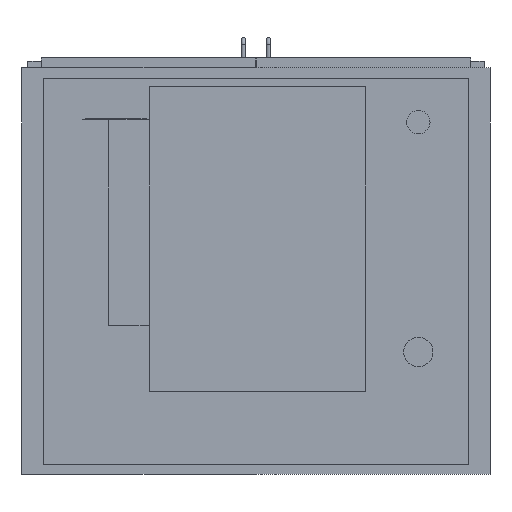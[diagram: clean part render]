
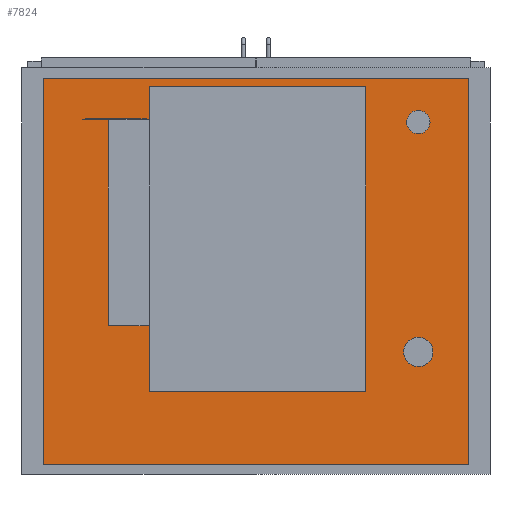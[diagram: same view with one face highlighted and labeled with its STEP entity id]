
A CAD part, front view. The second image highlights one B-rep face of the part: STEP entity #7824.
In plain terms, the highlighted planar face has unit normal (0, -1, 0).
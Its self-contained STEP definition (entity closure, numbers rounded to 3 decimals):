
#85=FACE_BOUND('',#843,.T.);
#86=FACE_BOUND('',#844,.T.);
#106=CIRCLE('',#8363,20.);
#108=CIRCLE('',#8367,25.);
#352=FACE_OUTER_BOUND('',#842,.T.);
#842=EDGE_LOOP('',(#5297,#5298,#5299,#5300));
#843=EDGE_LOOP('',(#5301));
#844=EDGE_LOOP('',(#5302));
#1382=LINE('',#11311,#2374);
#1384=LINE('',#11315,#2376);
#1386=LINE('',#11319,#2378);
#1388=LINE('',#11322,#2380);
#2374=VECTOR('',#9090,10.);
#2376=VECTOR('',#9094,10.);
#2378=VECTOR('',#9098,10.);
#2380=VECTOR('',#9102,10.);
#3324=VERTEX_POINT('',#11237);
#3326=VERTEX_POINT('',#11244);
#3347=VERTEX_POINT('',#11308);
#3348=VERTEX_POINT('',#11310);
#3349=VERTEX_POINT('',#11314);
#3350=VERTEX_POINT('',#11318);
#4073=EDGE_CURVE('',#3324,#3324,#106,.T.);
#4076=EDGE_CURVE('',#3326,#3326,#108,.T.);
#4106=EDGE_CURVE('',#3348,#3347,#1382,.T.);
#4108=EDGE_CURVE('',#3349,#3348,#1384,.T.);
#4110=EDGE_CURVE('',#3350,#3349,#1386,.T.);
#4112=EDGE_CURVE('',#3347,#3350,#1388,.T.);
#5297=ORIENTED_EDGE('',*,*,#4112,.T.);
#5298=ORIENTED_EDGE('',*,*,#4110,.T.);
#5299=ORIENTED_EDGE('',*,*,#4108,.T.);
#5300=ORIENTED_EDGE('',*,*,#4106,.T.);
#5301=ORIENTED_EDGE('',*,*,#4073,.T.);
#5302=ORIENTED_EDGE('',*,*,#4076,.T.);
#7402=PLANE('',#8384);
#7824=ADVANCED_FACE('',(#352,#85,#86),#7402,.T.);
#8363=AXIS2_PLACEMENT_3D('',#11239,#9024,#9025);
#8367=AXIS2_PLACEMENT_3D('',#11246,#9033,#9034);
#8384=AXIS2_PLACEMENT_3D('',#11323,#9103,#9104);
#9024=DIRECTION('center_axis',(0.,1.,0.));
#9025=DIRECTION('ref_axis',(1.,0.,0.));
#9033=DIRECTION('center_axis',(0.,1.,0.));
#9034=DIRECTION('ref_axis',(1.,0.,0.));
#9090=DIRECTION('',(0.,0.,1.));
#9094=DIRECTION('',(1.,0.,0.));
#9098=DIRECTION('',(0.,0.,-1.));
#9102=DIRECTION('',(-1.,0.,0.));
#9103=DIRECTION('center_axis',(0.,-1.,0.));
#9104=DIRECTION('ref_axis',(0.,0.,-1.));
#11237=CARTESIAN_POINT('',(257.5,-370.,255.));
#11239=CARTESIAN_POINT('Origin',(277.5,-370.,255.));
#11244=CARTESIAN_POINT('',(252.5,-370.,-138.));
#11246=CARTESIAN_POINT('Origin',(277.5,-370.,-138.));
#11308=CARTESIAN_POINT('',(362.5,-370.,330.));
#11310=CARTESIAN_POINT('',(362.5,-370.,-330.));
#11311=CARTESIAN_POINT('',(362.5,-370.,330.));
#11314=CARTESIAN_POINT('',(-362.5,-370.,-330.));
#11315=CARTESIAN_POINT('',(362.5,-370.,-330.));
#11318=CARTESIAN_POINT('',(-362.5,-370.,330.));
#11319=CARTESIAN_POINT('',(-362.5,-370.,-330.));
#11322=CARTESIAN_POINT('',(-362.5,-370.,330.));
#11323=CARTESIAN_POINT('Origin',(0.,-370.,0.));
